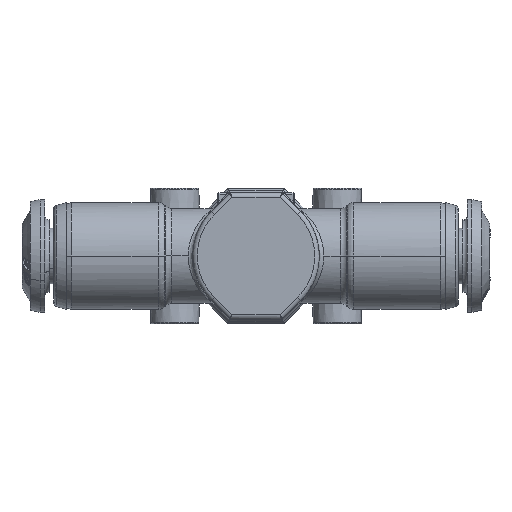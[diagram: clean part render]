
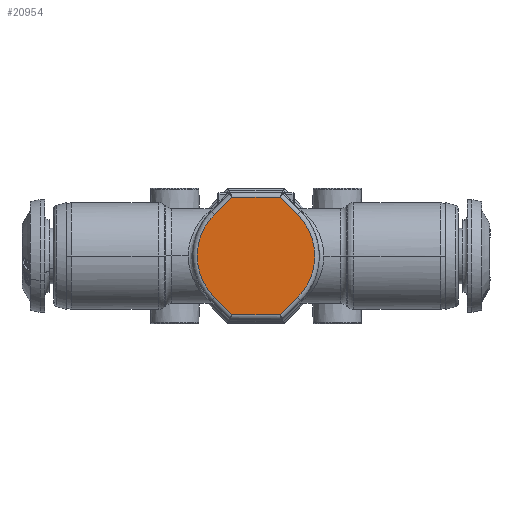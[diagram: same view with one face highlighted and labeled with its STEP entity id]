
A CAD part, front view. The second image highlights one B-rep face of the part: STEP entity #20954.
In plain terms, the highlighted planar face has unit normal (0, -1, 0).
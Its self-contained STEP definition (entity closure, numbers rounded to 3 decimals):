
#234 = CARTESIAN_POINT ( 'NONE',  ( -6.5, -0.036, 0.851 ) ) ;
#247 = ORIENTED_EDGE ( 'NONE', *, *, #8962, .F. ) ;
#449 = B_SPLINE_CURVE_WITH_KNOTS ( 'NONE', 3,
 ( #9881, #24017, #19027, #28522, #7235, #234, #15723, #4227, #8735, #18190 ),
 .UNSPECIFIED., .F., .F.,
 ( 4, 2, 2, 2, 4 ),
 ( 0., 0.25, 0.5, 0.75, 1. ),
 .UNSPECIFIED. ) ;
#610 = CARTESIAN_POINT ( 'NONE',  ( 5.68, -0.036, -3.274 ) ) ;
#734 = CARTESIAN_POINT ( 'NONE',  ( -0.897, -0.036, 6.5 ) ) ;
#1185 = EDGE_CURVE ( 'NONE', #14623, #15480, #26775, .T. ) ;
#1340 = CARTESIAN_POINT ( 'NONE',  ( -2.692, -0.036, -6.5 ) ) ;
#2582 = VERTEX_POINT ( 'NONE', #8017 ) ;
#3326 = EDGE_CURVE ( 'NONE', #11847, #18848, #26272, .T. ) ;
#3676 = CARTESIAN_POINT ( 'NONE',  ( 0., -0.036, 0. ) ) ;
#4227 = CARTESIAN_POINT ( 'NONE',  ( -5.68, -0.036, 3.274 ) ) ;
#4339 = CARTESIAN_POINT ( 'NONE',  ( -2.692, -0.036, -6.5 ) ) ;
#4551 = CARTESIAN_POINT ( 'NONE',  ( -2.692, -0.036, 6.5 ) ) ;
#5731 = CARTESIAN_POINT ( 'NONE',  ( 4.596, -0.036, 4.596 ) ) ;
#6270 = B_SPLINE_CURVE_WITH_KNOTS ( 'NONE', 3,
 ( #23137, #13955, #8843, #4339 ),
 .UNSPECIFIED., .F., .F.,
 ( 4, 4 ),
 ( 0., 1. ),
 .UNSPECIFIED. ) ;
#6704 = CARTESIAN_POINT ( 'NONE',  ( -3.327, -0.036, -5.865 ) ) ;
#7194 = CARTESIAN_POINT ( 'NONE',  ( -2.692, -0.036, 6.5 ) ) ;
#7235 = CARTESIAN_POINT ( 'NONE',  ( -6.5, -0.036, -0.851 ) ) ;
#7373 = B_SPLINE_CURVE_WITH_KNOTS ( 'NONE', 3,
 ( #16692, #21209, #14057, #23839 ),
 .UNSPECIFIED., .F., .F.,
 ( 4, 4 ),
 ( 0., 1. ),
 .UNSPECIFIED. ) ;
#7449 = CARTESIAN_POINT ( 'NONE',  ( 6.331, -0.036, 1.701 ) ) ;
#7556 = VERTEX_POINT ( 'NONE', #28166 ) ;
#7759 = CARTESIAN_POINT ( 'NONE',  ( 4.596, -0.036, -4.596 ) ) ;
#8017 = CARTESIAN_POINT ( 'NONE',  ( 2.692, -0.036, 6.5 ) ) ;
#8735 = CARTESIAN_POINT ( 'NONE',  ( -5.198, -0.036, 3.995 ) ) ;
#8843 = CARTESIAN_POINT ( 'NONE',  ( -0.897, -0.036, -6.5 ) ) ;
#8962 = EDGE_CURVE ( 'NONE', #7556, #14623, #14469, .T. ) ;
#8965 = ORIENTED_EDGE ( 'NONE', *, *, #16381, .F. ) ;
#9080 = CARTESIAN_POINT ( 'NONE',  ( -4.596, -0.036, 4.596 ) ) ;
#9484 = CARTESIAN_POINT ( 'NONE',  ( -4.596, -0.036, -4.596 ) ) ;
#9552 = CARTESIAN_POINT ( 'NONE',  ( -4.596, -0.036, -4.596 ) ) ;
#9881 = CARTESIAN_POINT ( 'NONE',  ( -4.596, -0.036, -4.596 ) ) ;
#9964 = CARTESIAN_POINT ( 'NONE',  ( 4.596, -0.036, -4.596 ) ) ;
#10099 = CARTESIAN_POINT ( 'NONE',  ( 5.198, -0.036, 3.995 ) ) ;
#10220 = CARTESIAN_POINT ( 'NONE',  ( 2.692, -0.036, 6.5 ) ) ;
#10983 = DIRECTION ( 'NONE',  ( 1., 0., 0. ) ) ;
#11700 = CARTESIAN_POINT ( 'NONE',  ( -3.962, -0.036, 5.231 ) ) ;
#11847 = VERTEX_POINT ( 'NONE', #1340 ) ;
#12359 = ORIENTED_EDGE ( 'NONE', *, *, #1185, .F. ) ;
#13955 = CARTESIAN_POINT ( 'NONE',  ( 0.897, -0.036, -6.5 ) ) ;
#14041 = EDGE_LOOP ( 'NONE', ( #29905, #27923, #8965, #19451, #23873, #12359, #247, #30700 ) ) ;
#14057 = CARTESIAN_POINT ( 'NONE',  ( 3.962, -0.036, 5.231 ) ) ;
#14412 = CARTESIAN_POINT ( 'NONE',  ( -2.692, -0.036, 6.5 ) ) ;
#14469 = B_SPLINE_CURVE_WITH_KNOTS ( 'NONE', 3,
 ( #5731, #10099, #26573, #7449, #24088, #17231, #21749, #610, #29050, #7759 ),
 .UNSPECIFIED., .F., .F.,
 ( 4, 2, 2, 2, 4 ),
 ( 0., 0.25, 0.5, 0.75, 1. ),
 .UNSPECIFIED. ) ;
#14623 = VERTEX_POINT ( 'NONE', #22260 ) ;
#15478 = EDGE_CURVE ( 'NONE', #30070, #28095, #28300, .T. ) ;
#15480 = VERTEX_POINT ( 'NONE', #28635 ) ;
#15650 = PLANE ( 'NONE',  #16436 ) ;
#15723 = CARTESIAN_POINT ( 'NONE',  ( -6.331, -0.036, 1.701 ) ) ;
#16294 = B_SPLINE_CURVE_WITH_KNOTS ( 'NONE', 3,
 ( #14412, #734, #26691, #10220 ),
 .UNSPECIFIED., .F., .F.,
 ( 4, 4 ),
 ( 0., 1. ),
 .UNSPECIFIED. ) ;
#16381 = EDGE_CURVE ( 'NONE', #18848, #30070, #449, .T. ) ;
#16436 = AXIS2_PLACEMENT_3D ( 'NONE', #3676, #18120, #10983 ) ;
#16692 = CARTESIAN_POINT ( 'NONE',  ( 2.692, -0.036, 6.5 ) ) ;
#17231 = CARTESIAN_POINT ( 'NONE',  ( 6.5, -0.036, -0.851 ) ) ;
#17949 = CARTESIAN_POINT ( 'NONE',  ( 2.692, -0.036, -6.5 ) ) ;
#18010 = EDGE_CURVE ( 'NONE', #2582, #7556, #7373, .T. ) ;
#18120 = DIRECTION ( 'NONE',  ( 0., 1., 0. ) ) ;
#18190 = CARTESIAN_POINT ( 'NONE',  ( -4.596, -0.036, 4.596 ) ) ;
#18848 = VERTEX_POINT ( 'NONE', #9552 ) ;
#19027 = CARTESIAN_POINT ( 'NONE',  ( -5.68, -0.036, -3.274 ) ) ;
#19419 = CARTESIAN_POINT ( 'NONE',  ( 3.962, -0.036, -5.231 ) ) ;
#19451 = ORIENTED_EDGE ( 'NONE', *, *, #3326, .F. ) ;
#20371 = CARTESIAN_POINT ( 'NONE',  ( -2.692, -0.036, -6.5 ) ) ;
#20954 = ADVANCED_FACE ( 'NONE', ( #24960 ), #15650, .F. ) ;
#21000 = CARTESIAN_POINT ( 'NONE',  ( -3.962, -0.036, -5.231 ) ) ;
#21209 = CARTESIAN_POINT ( 'NONE',  ( 3.327, -0.036, 5.865 ) ) ;
#21749 = CARTESIAN_POINT ( 'NONE',  ( 6.331, -0.036, -1.701 ) ) ;
#22260 = CARTESIAN_POINT ( 'NONE',  ( 4.596, -0.036, -4.596 ) ) ;
#23101 = EDGE_CURVE ( 'NONE', #15480, #11847, #6270, .T. ) ;
#23137 = CARTESIAN_POINT ( 'NONE',  ( 2.692, -0.036, -6.5 ) ) ;
#23251 = EDGE_CURVE ( 'NONE', #28095, #2582, #16294, .T. ) ;
#23814 = CARTESIAN_POINT ( 'NONE',  ( -3.327, -0.036, 5.865 ) ) ;
#23839 = CARTESIAN_POINT ( 'NONE',  ( 4.596, -0.036, 4.596 ) ) ;
#23873 = ORIENTED_EDGE ( 'NONE', *, *, #23101, .F. ) ;
#24017 = CARTESIAN_POINT ( 'NONE',  ( -5.198, -0.036, -3.995 ) ) ;
#24088 = CARTESIAN_POINT ( 'NONE',  ( 6.5, -0.036, 0.851 ) ) ;
#24960 = FACE_OUTER_BOUND ( 'NONE', #14041, .T. ) ;
#26272 = B_SPLINE_CURVE_WITH_KNOTS ( 'NONE', 3,
 ( #20371, #6704, #21000, #9484 ),
 .UNSPECIFIED., .F., .F.,
 ( 4, 4 ),
 ( 0., 1. ),
 .UNSPECIFIED. ) ;
#26573 = CARTESIAN_POINT ( 'NONE',  ( 5.68, -0.036, 3.274 ) ) ;
#26691 = CARTESIAN_POINT ( 'NONE',  ( 0.897, -0.036, 6.5 ) ) ;
#26775 = B_SPLINE_CURVE_WITH_KNOTS ( 'NONE', 3,
 ( #9964, #19419, #30105, #17949 ),
 .UNSPECIFIED., .F., .F.,
 ( 4, 4 ),
 ( 0., 1. ),
 .UNSPECIFIED. ) ;
#27324 = CARTESIAN_POINT ( 'NONE',  ( -4.596, -0.036, 4.596 ) ) ;
#27923 = ORIENTED_EDGE ( 'NONE', *, *, #15478, .F. ) ;
#28095 = VERTEX_POINT ( 'NONE', #4551 ) ;
#28166 = CARTESIAN_POINT ( 'NONE',  ( 4.596, -0.036, 4.596 ) ) ;
#28300 = B_SPLINE_CURVE_WITH_KNOTS ( 'NONE', 3,
 ( #9080, #11700, #23814, #7194 ),
 .UNSPECIFIED., .F., .F.,
 ( 4, 4 ),
 ( 0., 1. ),
 .UNSPECIFIED. ) ;
#28522 = CARTESIAN_POINT ( 'NONE',  ( -6.331, -0.036, -1.701 ) ) ;
#28635 = CARTESIAN_POINT ( 'NONE',  ( 2.692, -0.036, -6.5 ) ) ;
#29050 = CARTESIAN_POINT ( 'NONE',  ( 5.198, -0.036, -3.995 ) ) ;
#29905 = ORIENTED_EDGE ( 'NONE', *, *, #23251, .F. ) ;
#30070 = VERTEX_POINT ( 'NONE', #27324 ) ;
#30105 = CARTESIAN_POINT ( 'NONE',  ( 3.327, -0.036, -5.865 ) ) ;
#30700 = ORIENTED_EDGE ( 'NONE', *, *, #18010, .F. ) ;
